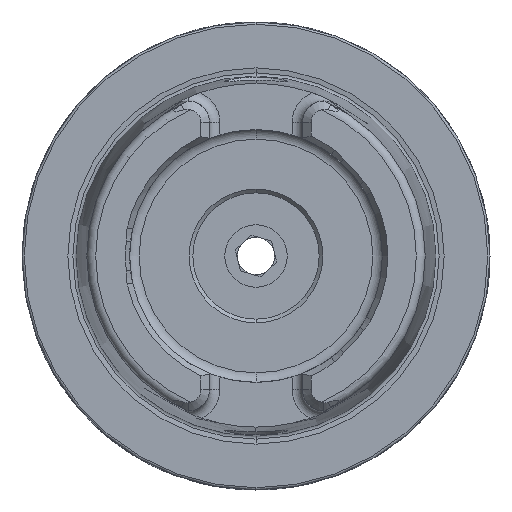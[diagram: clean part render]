
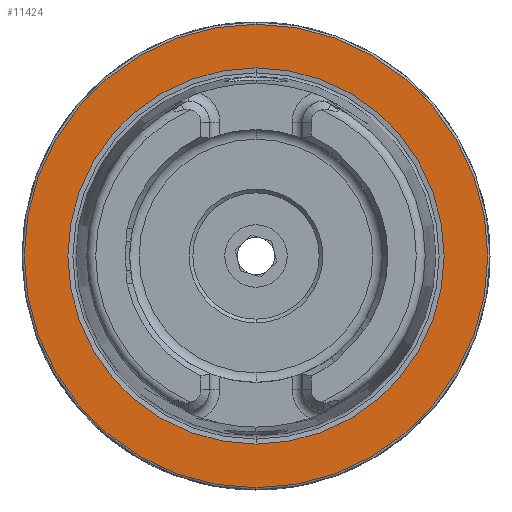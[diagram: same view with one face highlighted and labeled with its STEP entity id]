
A CAD part, left-side view. The second image highlights one B-rep face of the part: STEP entity #11424.
In plain terms, the highlighted planar face has unit normal (-1, 0, 0).
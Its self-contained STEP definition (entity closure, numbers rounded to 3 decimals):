
#300 = AXIS2_PLACEMENT_3D ( 'NONE', #8967, #8968, #8969 ) ;
#301 = AXIS2_PLACEMENT_3D ( 'NONE', #8964, #8965, #8966 ) ;
#972 = EDGE_CURVE ( 'NONE', #2340, #2335, #4805, .T. ) ;
#973 = EDGE_CURVE ( 'NONE', #11203, #11204, #4806, .T. ) ;
#1981 = ORIENTED_EDGE ( 'NONE', *, *, #10339, .F. ) ;
#2335 = VERTEX_POINT ( 'NONE', #11055 ) ;
#2340 = VERTEX_POINT ( 'NONE', #11060 ) ;
#3654 = CARTESIAN_POINT ( 'NONE',  ( 0., 0., 0. ) ) ;
#3655 = DIRECTION ( 'NONE',  ( -1., 0., 0. ) ) ;
#3656 = DIRECTION ( 'NONE',  ( 0., 0., 1. ) ) ;
#3738 = CARTESIAN_POINT ( 'NONE',  ( 0., 0., 25.324 ) ) ;
#3739 = CARTESIAN_POINT ( 'NONE',  ( 0., 0., -25.324 ) ) ;
#4805 = CIRCLE ( 'NONE', #301, 31.2 ) ;
#4806 = CIRCLE ( 'NONE', #300, 25.324 ) ;
#5243 = EDGE_LOOP ( 'NONE', ( #11445, #11481 ) ) ;
#5253 = EDGE_LOOP ( 'NONE', ( #11480, #1981 ) ) ;
#6125 = FACE_BOUND ( 'NONE', #5253, .T. ) ;
#6129 = FACE_OUTER_BOUND ( 'NONE', #5243, .T. ) ;
#6661 = CARTESIAN_POINT ( 'NONE',  ( 0., 0., 0. ) ) ;
#6662 = DIRECTION ( 'NONE',  ( -1., 0., 0. ) ) ;
#6663 = DIRECTION ( 'NONE',  ( 0., 0., 1. ) ) ;
#7627 = CIRCLE ( 'NONE', #8383, 31.2 ) ;
#7783 = CIRCLE ( 'NONE', #8360, 25.324 ) ;
#7929 = AXIS2_PLACEMENT_3D ( 'NONE', #10600, #10606, #10607 ) ;
#8360 = AXIS2_PLACEMENT_3D ( 'NONE', #3654, #3655, #3656 ) ;
#8383 = AXIS2_PLACEMENT_3D ( 'NONE', #6661, #6662, #6663 ) ;
#8964 = CARTESIAN_POINT ( 'NONE',  ( 0., 0., 0. ) ) ;
#8965 = DIRECTION ( 'NONE',  ( -1., 0., 0. ) ) ;
#8966 = DIRECTION ( 'NONE',  ( 0., 0., 1. ) ) ;
#8967 = CARTESIAN_POINT ( 'NONE',  ( 0., 0., 0. ) ) ;
#8968 = DIRECTION ( 'NONE',  ( -1., 0., 0. ) ) ;
#8969 = DIRECTION ( 'NONE',  ( 0., 0., 1. ) ) ;
#10198 = EDGE_CURVE ( 'NONE', #2335, #2340, #7627, .T. ) ;
#10339 = EDGE_CURVE ( 'NONE', #11204, #11203, #7783, .T. ) ;
#10600 = CARTESIAN_POINT ( 'NONE',  ( 0., 31.2, 0. ) ) ;
#10601 = PLANE ( 'NONE',  #7929 ) ;
#10606 = DIRECTION ( 'NONE',  ( 1., 0., 0. ) ) ;
#10607 = DIRECTION ( 'NONE',  ( 0., 0., -1. ) ) ;
#11055 = CARTESIAN_POINT ( 'NONE',  ( 0., 0., 31.2 ) ) ;
#11060 = CARTESIAN_POINT ( 'NONE',  ( 0., 0., -31.2 ) ) ;
#11203 = VERTEX_POINT ( 'NONE', #3738 ) ;
#11204 = VERTEX_POINT ( 'NONE', #3739 ) ;
#11424 = ADVANCED_FACE ( 'NONE', ( #6125, #6129 ), #10601, .F. ) ;
#11445 = ORIENTED_EDGE ( 'NONE', *, *, #10198, .T. ) ;
#11480 = ORIENTED_EDGE ( 'NONE', *, *, #973, .F. ) ;
#11481 = ORIENTED_EDGE ( 'NONE', *, *, #972, .T. ) ;
